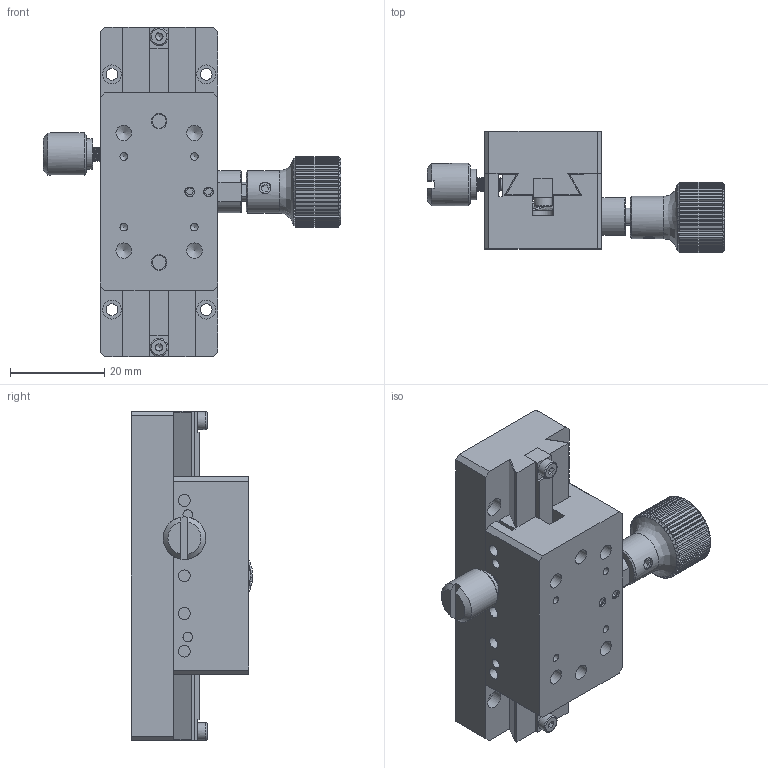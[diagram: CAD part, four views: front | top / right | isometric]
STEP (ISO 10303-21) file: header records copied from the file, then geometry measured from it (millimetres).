
FILE_DESCRIPTION (( 'STEP AP203' ), '1' );
FILE_NAME ('528727.STEP', '2024-10-14T08:09:22', ( 'Windows User' ), ( 'P R C' ), 'SwSTEP 2.0', 'SolidWorks 2020', '' );
FILE_SCHEMA (( 'CONFIG_CONTROL_DESIGN' ));
Products named in the file (1): 528727
Bounding box: 63.21 x 25.8 x 70 mm (x, y, z)
Volume: 35606.5 mm3; surface area: 18457.2 mm2
Topology: 12 solids, 12 shells, 1168 faces, 3178 edges, 2072 vertices
Faces by surface type: plane 763, bspline 189, cylinder 126, cone 90
Full cylindrical faces by diameter (mm): 1.6 x6, 2 x2, 2.05 x4, 2.3 x2, 2.5 x14, 3 x1, 3.3 x6, 3.8 x2, 4 x8, 4.5 x2, 6.5 x1, 7 x1, 8 x2, 9 x2
Entity records: 125801 total; most frequent: CARTESIAN_POINT 98470, ORIENTED_EDGE 6092, DIRECTION 4736, EDGE_CURVE 3046, VERTEX_POINT 2032, VECTOR 2004, LINE 2004, AXIS2_PLACEMENT_3D 1366
